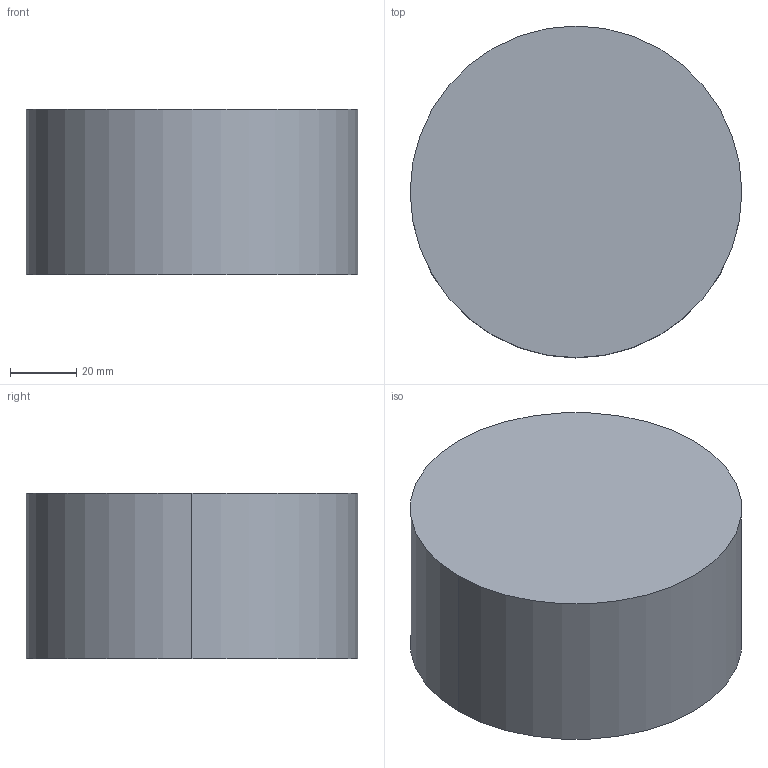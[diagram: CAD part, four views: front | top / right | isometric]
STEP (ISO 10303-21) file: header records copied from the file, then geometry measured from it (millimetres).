
FILE_DESCRIPTION(('CATIA V5 STEP Exchange'),'2;1');
FILE_NAME('porous plate.stp','2017-12-29T05:13:01+00:00',('none'),('none'),'CATIA Version 5 Release 20 GA (IN-10)','CATIA V5 STEP AP203','none');
FILE_SCHEMA(('CONFIG_CONTROL_DESIGN'));
Length unit declared in the file: millimetre
Products named in the file (1): Part1
Bounding box: 100 x 100 x 50 mm (x, y, z)
Volume: 350287.6 mm3; surface area: 45553.1 mm2
Topology: 1 solids, 1 shells, 49 faces, 96 edges, 64 vertices
Faces by surface type: cylinder 32, plane 17
Entity records: 1122 total; most frequent: ORIENTED_EDGE 192, CARTESIAN_POINT 180, DIRECTION 134, EDGE_CURVE 96, AXIS2_PLACEMENT_3D 84, CIRCLE 64, EDGE_LOOP 64, VERTEX_POINT 64
